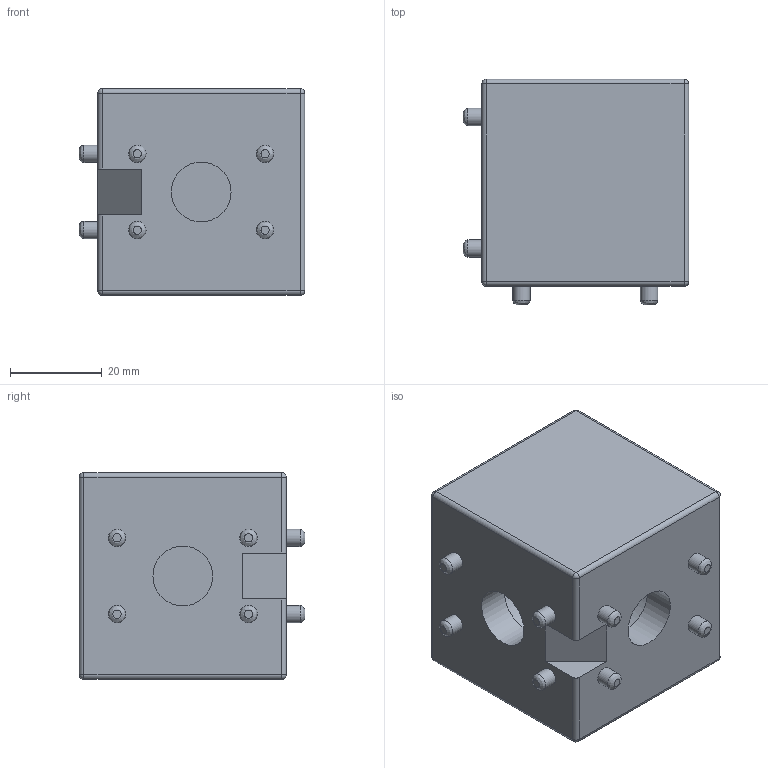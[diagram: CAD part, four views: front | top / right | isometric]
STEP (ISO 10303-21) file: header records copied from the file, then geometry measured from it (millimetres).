
FILE_DESCRIPTION((''),'2;1');
FILE_NAME('AR3306.stp','2021-01-22T13:16:27',('arma03'),(''),'Autodesk Inventor 2013','Autodesk Inventor 2013','');
FILE_SCHEMA(('AUTOMOTIVE_DESIGN { 1 0 10303 214 1 1 1 1 }'));
Length unit declared in the file: millimetre
Products named in the file (3): AR3306
Assembly tree (3 placements, depth 2):
  AR3306
    AR3306
    AR3306  x2
Bounding box: 49 x 49 x 45 mm (x, y, z)
Volume: 67615.6 mm3; surface area: 19772.1 mm2
Topology: 3 solids, 3 shells, 98 faces, 208 edges, 126 vertices
Faces by surface type: cylinder 53, plane 25, sphere 8, bspline 8, cone 4
Full cylindrical faces by diameter (mm): 3.8 x8, 13 x2, 20.5 x2, 23.5 x4
Entity records: 2507 total; most frequent: CARTESIAN_POINT 797, DIRECTION 374, ORIENTED_EDGE 274, AXIS2_PLACEMENT_3D 164, EDGE_CURVE 137, EDGE_LOOP 122, VERTEX_POINT 95, CIRCLE 81
